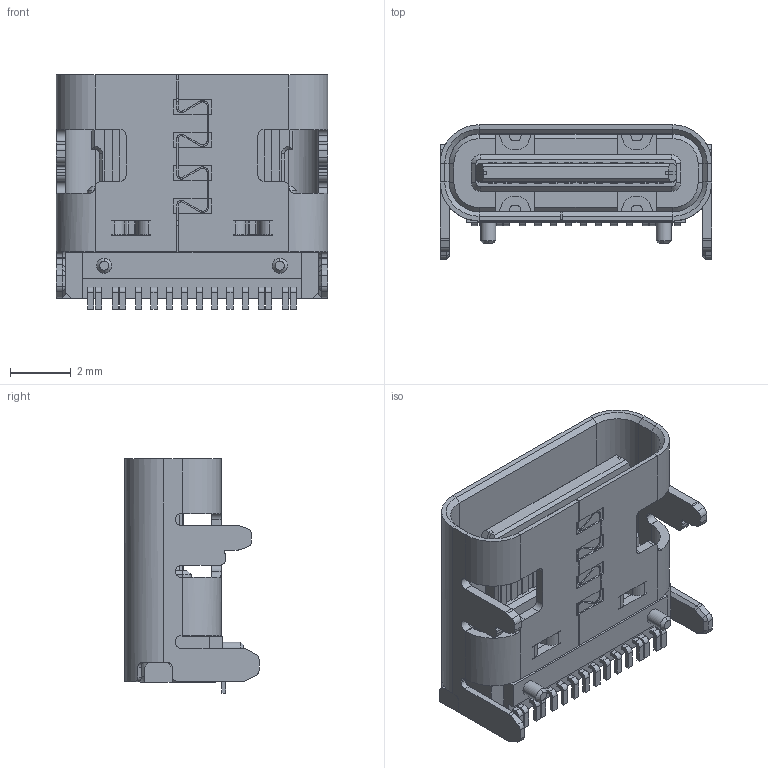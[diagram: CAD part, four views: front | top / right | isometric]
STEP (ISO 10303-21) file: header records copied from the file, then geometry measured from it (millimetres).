
FILE_DESCRIPTION (( 'STEP AP214' ), '1' );
FILE_NAME ('USB4105GFA.STEP', '2023-11-10T05:56:27', ( '' ), ( '' ), 'SwSTEP 2.0', 'SolidWorks 2021', '' );
FILE_SCHEMA (( 'AUTOMOTIVE_DESIGN' ));
Length unit declared in the file: millimetre
Products named in the file (2): USB4105GFA_USB4105GFA; USB4105GFA
Assembly tree (1 placements, depth 2):
  USB4105GFA
    USB4105GFA_USB4105GFA
Bounding box: 8.94 x 4.41 x 7.71 mm (x, y, z)
Volume: 112.9 mm3; surface area: 516.4 mm2
Topology: 44 solids, 44 shells, 905 faces, 2300 edges, 1474 vertices
Faces by surface type: plane 652, cylinder 183, cone 64, bspline 6
Entity records: 28571 total; most frequent: CARTESIAN_POINT 5177, ORIENTED_EDGE 4600, DIRECTION 4504, EDGE_CURVE 2300, LINE 1830, VECTOR 1830, VERTEX_POINT 1474, AXIS2_PLACEMENT_3D 1337
